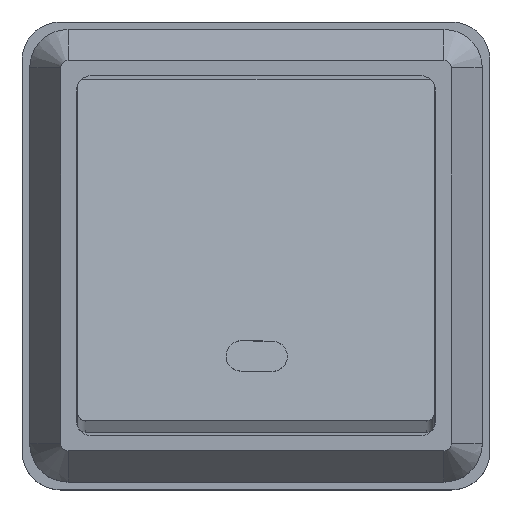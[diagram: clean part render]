
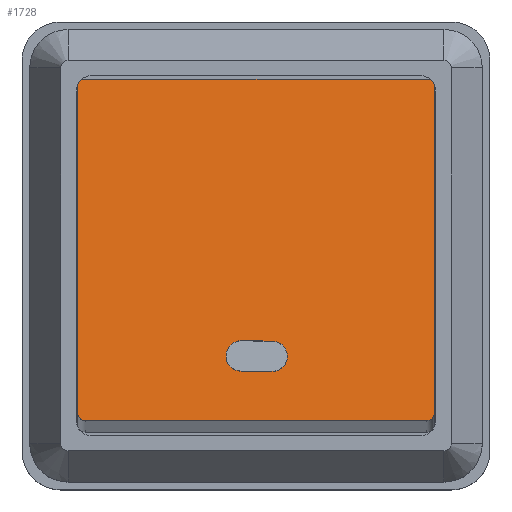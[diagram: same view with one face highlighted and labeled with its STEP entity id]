
A CAD part, top view. The second image highlights one B-rep face of the part: STEP entity #1728.
In plain terms, the highlighted planar face has unit normal (0, 0.144, 0.99).
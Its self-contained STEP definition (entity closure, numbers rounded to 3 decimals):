
#7 = EDGE_LOOP ( 'NONE', ( #850, #1139, #1662, #1536 ) ) ;
#28 = CARTESIAN_POINT ( 'NONE',  ( -1.909, -13.097, 35.769 ) ) ;
#105 = VECTOR ( 'NONE', #1111, 1000. ) ;
#121 = CARTESIAN_POINT ( 'NONE',  ( -23.259, -21.117, 36.94 ) ) ;
#135 = CARTESIAN_POINT ( 'NONE',  ( 23.136, 22.586, 30.56 ) ) ;
#160 = DIRECTION ( 'NONE',  ( 0., -0.144, -0.99 ) ) ;
#195 = CARTESIAN_POINT ( 'NONE',  ( 22.733, 23., 30.5 ) ) ;
#225 = VERTEX_POINT ( 'NONE', #874 ) ;
#238 = DIRECTION ( 'NONE',  ( 0., -0.99, 0.144 ) ) ;
#349 = VERTEX_POINT ( 'NONE', #2787 ) ;
#402 = CARTESIAN_POINT ( 'NONE',  ( 23.261, 23., 30.5 ) ) ;
#407 = EDGE_CURVE ( 'NONE', #349, #1291, #2222, .T. ) ;
#446 = ORIENTED_EDGE ( 'NONE', *, *, #2715, .T. ) ;
#449 = CARTESIAN_POINT ( 'NONE',  ( 22.847, -21.528, 37. ) ) ;
#488 = VECTOR ( 'NONE', #1225, 1000. ) ;
#497 = EDGE_CURVE ( 'NONE', #868, #549, #2721, .T. ) ;
#499 = EDGE_CURVE ( 'NONE', #777, #1152, #2600, .T. ) ;
#528 = AXIS2_PLACEMENT_3D ( 'NONE', #28, #1557, #238 ) ;
#530 = CARTESIAN_POINT ( 'NONE',  ( -1.93, -15.076, 36.058 ) ) ;
#536 = DIRECTION ( 'NONE',  ( -1., 0., 0. ) ) ;
#549 = VERTEX_POINT ( 'NONE', #1068 ) ;
#577 = CARTESIAN_POINT ( 'NONE',  ( 22.733, 23., 30.5 ) ) ;
#671 = ORIENTED_EDGE ( 'NONE', *, *, #497, .F. ) ;
#672 = CARTESIAN_POINT ( 'NONE',  ( 23.261, -20.536, 36.855 ) ) ;
#700 = CARTESIAN_POINT ( 'NONE',  ( -1.93, -15.076, 36.058 ) ) ;
#774 = CARTESIAN_POINT ( 'NONE',  ( -1.888, -11.118, 35.48 ) ) ;
#777 = VERTEX_POINT ( 'NONE', #1955 ) ;
#789 = VERTEX_POINT ( 'NONE', #195 ) ;
#850 = ORIENTED_EDGE ( 'NONE', *, *, #407, .F. ) ;
#868 = VERTEX_POINT ( 'NONE', #2162 ) ;
#874 = CARTESIAN_POINT ( 'NONE',  ( 22.261, -21.528, 37. ) ) ;
#876 = LINE ( 'NONE', #2065, #1457 ) ;
#900 = CARTESIAN_POINT ( 'NONE',  ( 23.261, 22.324, 30.599 ) ) ;
#927 = CARTESIAN_POINT ( 'NONE',  ( -23.133, 22.59, 30.56 ) ) ;
#928 = CARTESIAN_POINT ( 'NONE',  ( 2.112, -11.16, 35.486 ) ) ;
#968 = LINE ( 'NONE', #402, #2063 ) ;
#992 =( BOUNDED_CURVE ( )  B_SPLINE_CURVE ( 3, ( #577, #2739, #135, #1674 ),
 .UNSPECIFIED., .F., .T. ) 
 B_SPLINE_CURVE_WITH_KNOTS ( ( 4, 4 ),
 ( 3.832, 4.265 ),
 .UNSPECIFIED. ) 
 CURVE ( )  GEOMETRIC_REPRESENTATION_ITEM ( )  RATIONAL_B_SPLINE_CURVE ( ( 1., 0.984, 0.984, 1. ) ) 
 REPRESENTATION_ITEM ( '' )  );
#1005 = EDGE_CURVE ( 'NONE', #1595, #1747, #968, .T. ) ;
#1008 = CARTESIAN_POINT ( 'NONE',  ( -22.259, -21.528, 37. ) ) ;
#1045 = DIRECTION ( 'NONE',  ( 0., 0.144, 0.99 ) ) ;
#1068 = CARTESIAN_POINT ( 'NONE',  ( -22.733, 23., 30.5 ) ) ;
#1111 = DIRECTION ( 'NONE',  ( 0., -0.99, 0.144 ) ) ;
#1116 = EDGE_CURVE ( 'NONE', #868, #1646, #1854, .T. ) ;
#1129 = ORIENTED_EDGE ( 'NONE', *, *, #1579, .T. ) ;
#1139 = ORIENTED_EDGE ( 'NONE', *, *, #1877, .F. ) ;
#1152 = VERTEX_POINT ( 'NONE', #928 ) ;
#1185 = VECTOR ( 'NONE', #2237, 1000. ) ;
#1207 =( BOUNDED_CURVE ( )  B_SPLINE_CURVE ( 3, ( #1768, #449, #1987, #672 ),
 .UNSPECIFIED., .F., .T. ) 
 B_SPLINE_CURVE_WITH_KNOTS ( ( 4, 4 ),
 ( 0., 1.571 ),
 .UNSPECIFIED. ) 
 CURVE ( )  GEOMETRIC_REPRESENTATION_ITEM ( )  RATIONAL_B_SPLINE_CURVE ( ( 1., 0.805, 0.805, 1. ) ) 
 REPRESENTATION_ITEM ( '' )  );
#1215 = ORIENTED_EDGE ( 'NONE', *, *, #1116, .T. ) ;
#1225 = DIRECTION ( 'NONE',  ( -1., 0.01, -0.002 ) ) ;
#1259 = CARTESIAN_POINT ( 'NONE',  ( -22.733, 23., 30.5 ) ) ;
#1291 = VERTEX_POINT ( 'NONE', #530 ) ;
#1319 = LINE ( 'NONE', #2256, #2472 ) ;
#1360 = ORIENTED_EDGE ( 'NONE', *, *, #2378, .F. ) ;
#1391 = EDGE_CURVE ( 'NONE', #549, #789, #1319, .T. ) ;
#1457 = VECTOR ( 'NONE', #536, 1000. ) ;
#1485 = PLANE ( 'NONE',  #1942 ) ;
#1507 =( BOUNDED_CURVE ( )  B_SPLINE_CURVE ( 3, ( #1656, #121, #2321, #1008 ),
 .UNSPECIFIED., .F., .F. ) 
 B_SPLINE_CURVE_WITH_KNOTS ( ( 4, 4 ),
 ( 1.571, 3.142 ),
 .UNSPECIFIED. ) 
 CURVE ( )  GEOMETRIC_REPRESENTATION_ITEM ( )  RATIONAL_B_SPLINE_CURVE ( ( 1., 0.805, 0.805, 1. ) ) 
 REPRESENTATION_ITEM ( '' )  );
#1536 = ORIENTED_EDGE ( 'NONE', *, *, #2057, .F. ) ;
#1557 = DIRECTION ( 'NONE',  ( 0., 0.144, 0.99 ) ) ;
#1579 = EDGE_CURVE ( 'NONE', #225, #1747, #1207, .T. ) ;
#1587 = DIRECTION ( 'NONE',  ( 1., 0., 0. ) ) ;
#1591 = ORIENTED_EDGE ( 'NONE', *, *, #2759, .F. ) ;
#1595 = VERTEX_POINT ( 'NONE', #900 ) ;
#1634 = ORIENTED_EDGE ( 'NONE', *, *, #1391, .F. ) ;
#1646 = VERTEX_POINT ( 'NONE', #1879 ) ;
#1656 = CARTESIAN_POINT ( 'NONE',  ( -23.259, -20.536, 36.855 ) ) ;
#1660 = LINE ( 'NONE', #774, #488 ) ;
#1662 = ORIENTED_EDGE ( 'NONE', *, *, #499, .F. ) ;
#1674 = CARTESIAN_POINT ( 'NONE',  ( 23.261, 22.324, 30.599 ) ) ;
#1708 = DIRECTION ( 'NONE',  ( 0., 0.99, -0.144 ) ) ;
#1728 = ADVANCED_FACE ( 'NONE', ( #2587, #2073 ), #1485, .F. ) ;
#1747 = VERTEX_POINT ( 'NONE', #2143 ) ;
#1765 = LINE ( 'NONE', #700, #1185 ) ;
#1768 = CARTESIAN_POINT ( 'NONE',  ( 22.261, -21.528, 37. ) ) ;
#1854 = LINE ( 'NONE', #1975, #105 ) ;
#1877 = EDGE_CURVE ( 'NONE', #1152, #349, #1660, .T. ) ;
#1879 = CARTESIAN_POINT ( 'NONE',  ( -23.259, -20.536, 36.855 ) ) ;
#1942 = AXIS2_PLACEMENT_3D ( 'NONE', #2358, #160, #1708 ) ;
#1955 = CARTESIAN_POINT ( 'NONE',  ( 2.07, -15.117, 36.064 ) ) ;
#1975 = CARTESIAN_POINT ( 'NONE',  ( -23.259, 23., 30.5 ) ) ;
#1987 = CARTESIAN_POINT ( 'NONE',  ( 23.261, -21.117, 36.94 ) ) ;
#2057 = EDGE_CURVE ( 'NONE', #1291, #777, #1765, .T. ) ;
#2063 = VECTOR ( 'NONE', #2601, 1000. ) ;
#2065 = CARTESIAN_POINT ( 'NONE',  ( 23.261, -21.528, 37. ) ) ;
#2073 = FACE_BOUND ( 'NONE', #7, .T. ) ;
#2079 = EDGE_LOOP ( 'NONE', ( #1360, #1129, #2754, #1591, #1634, #671, #1215, #446 ) ) ;
#2143 = CARTESIAN_POINT ( 'NONE',  ( 23.261, -20.536, 36.855 ) ) ;
#2151 = AXIS2_PLACEMENT_3D ( 'NONE', #2361, #1045, #2579 ) ;
#2162 = CARTESIAN_POINT ( 'NONE',  ( -23.259, 22.33, 30.598 ) ) ;
#2222 = CIRCLE ( 'NONE', #528, 2. ) ;
#2237 = DIRECTION ( 'NONE',  ( 1., -0.01, 0.002 ) ) ;
#2256 = CARTESIAN_POINT ( 'NONE',  ( 0., 23., 30.5 ) ) ;
#2321 = CARTESIAN_POINT ( 'NONE',  ( -22.844, -21.528, 37. ) ) ;
#2324 = VERTEX_POINT ( 'NONE', #2488 ) ;
#2358 = CARTESIAN_POINT ( 'NONE',  ( 23.261, 23., 30.5 ) ) ;
#2361 = CARTESIAN_POINT ( 'NONE',  ( 2.091, -13.139, 35.775 ) ) ;
#2378 = EDGE_CURVE ( 'NONE', #225, #2324, #876, .T. ) ;
#2456 = CARTESIAN_POINT ( 'NONE',  ( -23.259, 22.33, 30.598 ) ) ;
#2472 = VECTOR ( 'NONE', #1587, 1000. ) ;
#2488 = CARTESIAN_POINT ( 'NONE',  ( -22.259, -21.528, 37. ) ) ;
#2569 = CARTESIAN_POINT ( 'NONE',  ( -22.955, 22.816, 30.527 ) ) ;
#2579 = DIRECTION ( 'NONE',  ( 0., -0.99, 0.144 ) ) ;
#2587 = FACE_OUTER_BOUND ( 'NONE', #2079, .T. ) ;
#2600 = CIRCLE ( 'NONE', #2151, 2. ) ;
#2601 = DIRECTION ( 'NONE',  ( 0., -0.99, 0.144 ) ) ;
#2715 = EDGE_CURVE ( 'NONE', #1646, #2324, #1507, .T. ) ;
#2721 =( BOUNDED_CURVE ( )  B_SPLINE_CURVE ( 3, ( #2456, #927, #2569, #1259 ),
 .UNSPECIFIED., .F., .F. ) 
 B_SPLINE_CURVE_WITH_KNOTS ( ( 4, 4 ),
 ( 2.022, 2.451 ),
 .UNSPECIFIED. ) 
 CURVE ( )  GEOMETRIC_REPRESENTATION_ITEM ( )  RATIONAL_B_SPLINE_CURVE ( ( 1., 0.985, 0.985, 1. ) ) 
 REPRESENTATION_ITEM ( '' )  );
#2739 = CARTESIAN_POINT ( 'NONE',  ( 22.957, 22.815, 30.527 ) ) ;
#2754 = ORIENTED_EDGE ( 'NONE', *, *, #1005, .F. ) ;
#2759 = EDGE_CURVE ( 'NONE', #789, #1595, #992, .T. ) ;
#2787 = CARTESIAN_POINT ( 'NONE',  ( -1.888, -11.118, 35.48 ) ) ;
